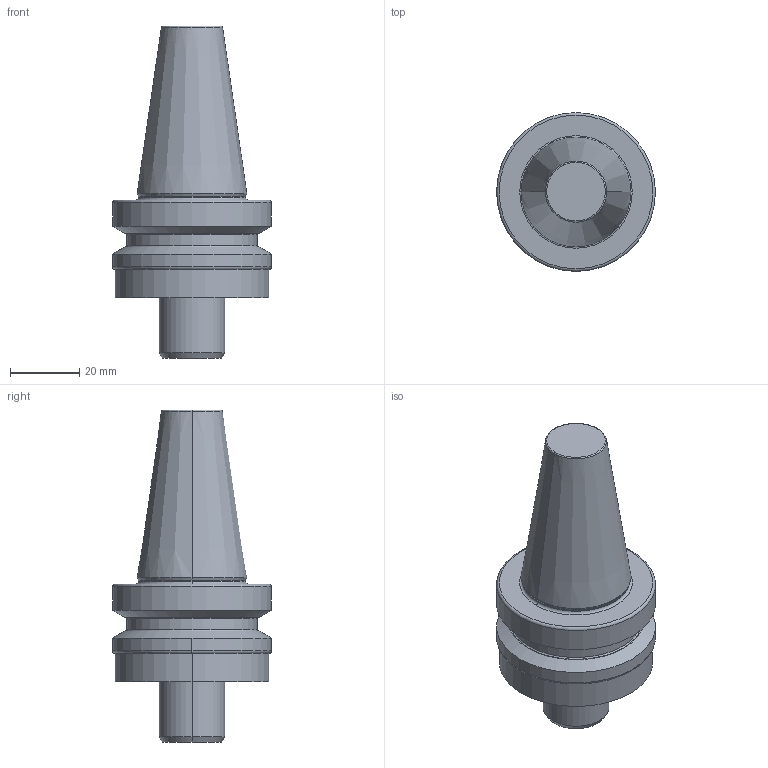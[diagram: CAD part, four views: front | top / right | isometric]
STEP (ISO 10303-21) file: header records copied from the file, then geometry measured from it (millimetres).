
FILE_DESCRIPTION(/* description */ (''),/* implementation_level */ '2;1');
FILE_NAME(/* name */ '1624437269377.stp',/* time_stamp */ '2021-06-23T14:04:42+06:00',/* author */ (''),/* organization */ ('SMS'),/* preprocessor_version */ 'ST-DEVELOPER v16.7',/* originating_system */ 'SIEMENS PLM Software NX 12.0',/* authorisation */ '');
FILE_SCHEMA (('AUTOMOTIVE_DESIGN { 1 0 10303 214 3 1 1 1 }'));
Length unit declared in the file: millimetre
Products named in the file (1): 203545633mod000_00
Bounding box: 45.98 x 45.98 x 96.13 mm (x, y, z)
Volume: 73114.4 mm3; surface area: 12221.5 mm2
Topology: 1 solids, 1 shells, 36 faces, 69 edges, 43 vertices
Faces by surface type: torus 11, cylinder 10, cone 8, plane 7
Full cylindrical faces by diameter (mm): 37.75 x1, 45.98 x1
Entity records: 989 total; most frequent: DIRECTION 200, CARTESIAN_POINT 152, ORIENTED_EDGE 138, AXIS2_PLACEMENT_3D 91, EDGE_CURVE 69, CIRCLE 51, EDGE_LOOP 41, VERTEX_POINT 40
